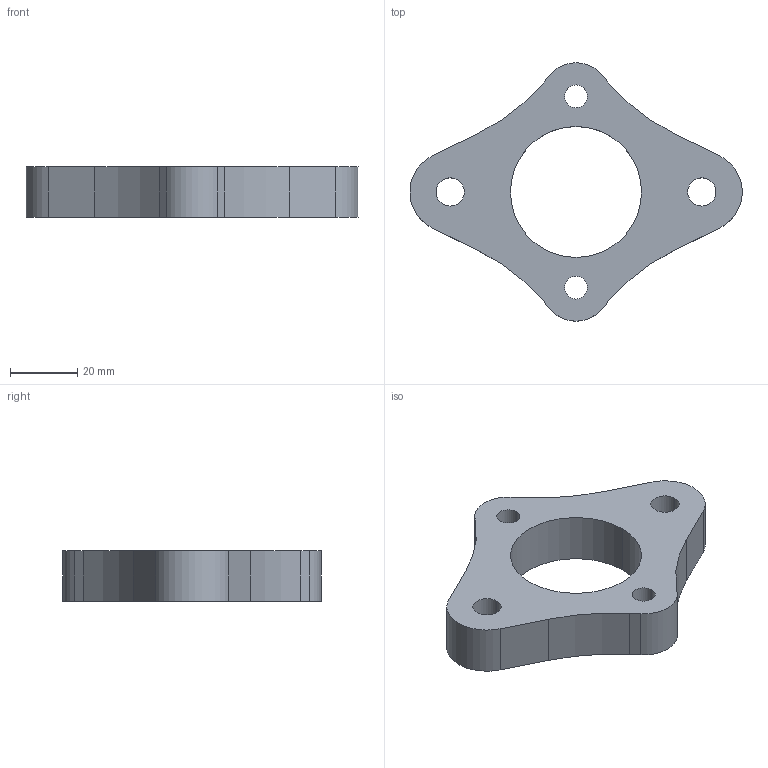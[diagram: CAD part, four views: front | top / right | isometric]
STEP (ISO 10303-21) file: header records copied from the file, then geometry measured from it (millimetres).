
FILE_DESCRIPTION (( 'STEP AP203' ), '1' );
FILE_NAME ('adaptateur montage mikuni.STEP', '2022-03-11T16:14:16', ( '' ), ( '' ), 'SwSTEP 2.0', 'SolidWorks 2020', '' );
FILE_SCHEMA (( 'CONFIG_CONTROL_DESIGN' ));
Length unit declared in the file: millimetre
Products named in the file (1): adaptateur montage mikuni
Bounding box: 98.91 x 77 x 15 mm (x, y, z)
Volume: 42864.6 mm3; surface area: 12902.9 mm2
Topology: 1 solids, 1 shells, 30 faces, 82 edges, 54 vertices
Faces by surface type: cylinder 18, plane 10, cone 2
Entity records: 1065 total; most frequent: DIRECTION 182, CARTESIAN_POINT 167, ORIENTED_EDGE 164, EDGE_CURVE 82, AXIS2_PLACEMENT_3D 69, VERTEX_POINT 54, VECTOR 44, LINE 44
